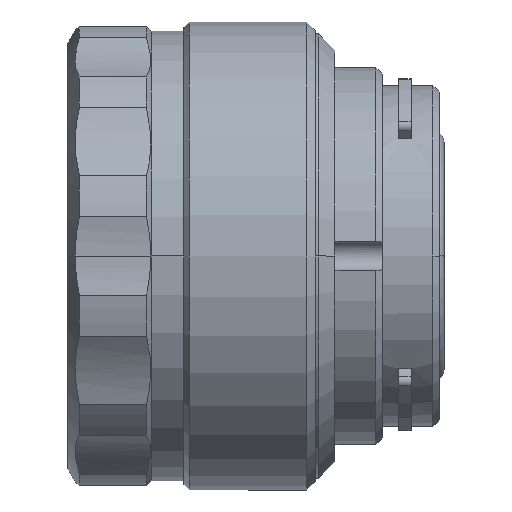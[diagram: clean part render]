
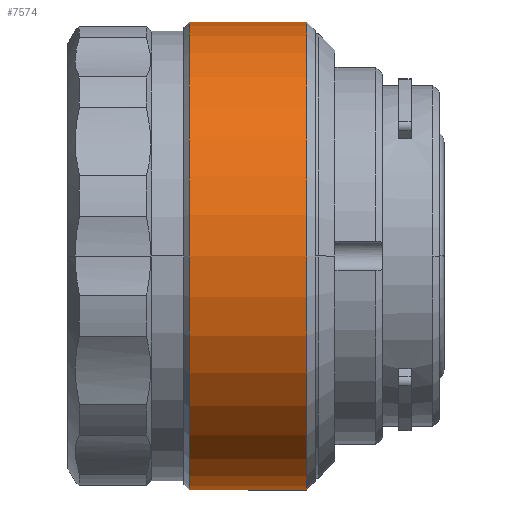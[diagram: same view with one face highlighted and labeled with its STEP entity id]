
A CAD part, front view. The second image highlights one B-rep face of the part: STEP entity #7574.
In plain terms, the highlighted cylindrical face has radius 35.5 mm (diameter 71 mm), a partial arc.
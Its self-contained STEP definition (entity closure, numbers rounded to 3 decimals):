
#116 = VERTEX_POINT ( 'NONE', #5652 ) ;
#887 = DIRECTION ( 'NONE',  ( 1., 0., 0. ) ) ;
#1264 = CIRCLE ( 'NONE', #7374, 35.5 ) ;
#1461 = DIRECTION ( 'NONE',  ( 1., 0., 0. ) ) ;
#1536 = CIRCLE ( 'NONE', #3516, 35.5 ) ;
#1912 = VERTEX_POINT ( 'NONE', #3326 ) ;
#2033 = ORIENTED_EDGE ( 'NONE', *, *, #6663, .T. ) ;
#2111 = CARTESIAN_POINT ( 'NONE',  ( 0., 0., -35.5 ) ) ;
#2140 = ORIENTED_EDGE ( 'NONE', *, *, #4268, .F. ) ;
#2368 = VECTOR ( 'NONE', #887, 1000. ) ;
#2782 = EDGE_LOOP ( 'NONE', ( #4421, #6681, #2033, #2140 ) ) ;
#2833 = CARTESIAN_POINT ( 'NONE',  ( -53.3, 0., 0. ) ) ;
#2867 = VERTEX_POINT ( 'NONE', #5122 ) ;
#2927 = CARTESIAN_POINT ( 'NONE',  ( -71.1, 0., -35.5 ) ) ;
#3326 = CARTESIAN_POINT ( 'NONE',  ( -53.3, 0., -35.5 ) ) ;
#3461 = DIRECTION ( 'NONE',  ( 0., 0., -1. ) ) ;
#3516 = AXIS2_PLACEMENT_3D ( 'NONE', #2833, #7166, #3461 ) ;
#3902 = DIRECTION ( 'NONE',  ( 1., 0., 0. ) ) ;
#4017 = EDGE_CURVE ( 'NONE', #116, #7368, #1264, .T. ) ;
#4268 = EDGE_CURVE ( 'NONE', #2867, #1912, #1536, .T. ) ;
#4332 = AXIS2_PLACEMENT_3D ( 'NONE', #5666, #5007, #6315 ) ;
#4421 = ORIENTED_EDGE ( 'NONE', *, *, #5141, .F. ) ;
#4512 = CARTESIAN_POINT ( 'NONE',  ( 0., 0., 35.5 ) ) ;
#4792 = VECTOR ( 'NONE', #3902, 1000. ) ;
#5007 = DIRECTION ( 'NONE',  ( 1., 0., 0. ) ) ;
#5106 = CARTESIAN_POINT ( 'NONE',  ( -71.1, 0., 0. ) ) ;
#5122 = CARTESIAN_POINT ( 'NONE',  ( -53.3, 0., 35.5 ) ) ;
#5141 = EDGE_CURVE ( 'NONE', #116, #2867, #5628, .T. ) ;
#5628 = LINE ( 'NONE', #4512, #2368 ) ;
#5652 = CARTESIAN_POINT ( 'NONE',  ( -71.1, 0., 35.5 ) ) ;
#5666 = CARTESIAN_POINT ( 'NONE',  ( 0., 0., 0. ) ) ;
#5729 = DIRECTION ( 'NONE',  ( 0., 0., -1. ) ) ;
#6219 = CYLINDRICAL_SURFACE ( 'NONE', #4332, 35.5 ) ;
#6315 = DIRECTION ( 'NONE',  ( 0., 0., -1. ) ) ;
#6424 = FACE_OUTER_BOUND ( 'NONE', #2782, .T. ) ;
#6663 = EDGE_CURVE ( 'NONE', #7368, #1912, #6843, .T. ) ;
#6681 = ORIENTED_EDGE ( 'NONE', *, *, #4017, .T. ) ;
#6843 = LINE ( 'NONE', #2111, #4792 ) ;
#7166 = DIRECTION ( 'NONE',  ( 1., 0., 0. ) ) ;
#7368 = VERTEX_POINT ( 'NONE', #2927 ) ;
#7374 = AXIS2_PLACEMENT_3D ( 'NONE', #5106, #1461, #5729 ) ;
#7574 = ADVANCED_FACE ( 'NONE', ( #6424 ), #6219, .T. ) ;
